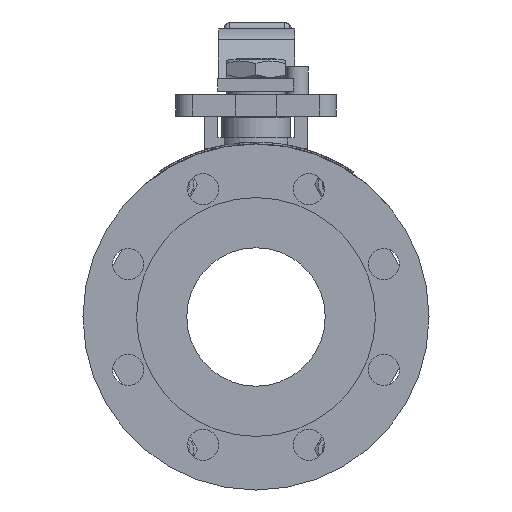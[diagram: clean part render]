
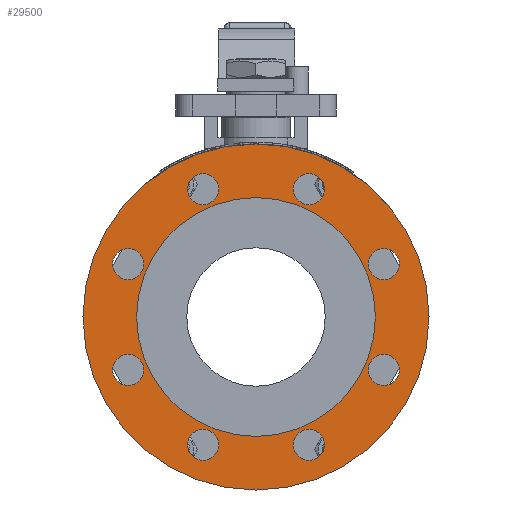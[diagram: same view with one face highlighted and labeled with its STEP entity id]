
A CAD part, front view. The second image highlights one B-rep face of the part: STEP entity #29500.
In plain terms, the highlighted planar face has unit normal (0, -1, 0).
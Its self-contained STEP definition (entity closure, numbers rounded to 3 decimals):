
#918=FACE_BOUND('',#5748,.T.);
#919=FACE_BOUND('',#5749,.T.);
#920=FACE_BOUND('',#5750,.T.);
#921=FACE_BOUND('',#5751,.T.);
#922=FACE_BOUND('',#5752,.T.);
#923=FACE_BOUND('',#5753,.T.);
#924=FACE_BOUND('',#5754,.T.);
#925=FACE_BOUND('',#5755,.T.);
#926=FACE_BOUND('',#5756,.T.);
#2940=PLANE('',#31235);
#3971=FACE_OUTER_BOUND('',#5747,.T.);
#5747=EDGE_LOOP('',(#21964));
#5748=EDGE_LOOP('',(#21965));
#5749=EDGE_LOOP('',(#21966));
#5750=EDGE_LOOP('',(#21967));
#5751=EDGE_LOOP('',(#21968));
#5752=EDGE_LOOP('',(#21969));
#5753=EDGE_LOOP('',(#21970));
#5754=EDGE_LOOP('',(#21971));
#5755=EDGE_LOOP('',(#21972));
#5756=EDGE_LOOP('',(#21973));
#7191=CIRCLE('',#31236,100.);
#7192=CIRCLE('',#31237,9.);
#7193=CIRCLE('',#31238,9.);
#7194=CIRCLE('',#31239,9.);
#7195=CIRCLE('',#31240,9.);
#7196=CIRCLE('',#31241,9.);
#7197=CIRCLE('',#31242,9.);
#7198=CIRCLE('',#31243,9.);
#7199=CIRCLE('',#31244,9.);
#7200=CIRCLE('',#31245,69.);
#12725=VERTEX_POINT('',#48851);
#12726=VERTEX_POINT('',#48853);
#12727=VERTEX_POINT('',#48855);
#12728=VERTEX_POINT('',#48857);
#12729=VERTEX_POINT('',#48859);
#12730=VERTEX_POINT('',#48861);
#12731=VERTEX_POINT('',#48863);
#12732=VERTEX_POINT('',#48865);
#12733=VERTEX_POINT('',#48867);
#12734=VERTEX_POINT('',#48869);
#16104=EDGE_CURVE('',#12725,#12725,#7191,.T.);
#16105=EDGE_CURVE('',#12726,#12726,#7192,.T.);
#16106=EDGE_CURVE('',#12727,#12727,#7193,.T.);
#16107=EDGE_CURVE('',#12728,#12728,#7194,.T.);
#16108=EDGE_CURVE('',#12729,#12729,#7195,.T.);
#16109=EDGE_CURVE('',#12730,#12730,#7196,.T.);
#16110=EDGE_CURVE('',#12731,#12731,#7197,.T.);
#16111=EDGE_CURVE('',#12732,#12732,#7198,.T.);
#16112=EDGE_CURVE('',#12733,#12733,#7199,.T.);
#16113=EDGE_CURVE('',#12734,#12734,#7200,.T.);
#21964=ORIENTED_EDGE('',*,*,#16104,.T.);
#21965=ORIENTED_EDGE('',*,*,#16105,.T.);
#21966=ORIENTED_EDGE('',*,*,#16106,.T.);
#21967=ORIENTED_EDGE('',*,*,#16107,.T.);
#21968=ORIENTED_EDGE('',*,*,#16108,.T.);
#21969=ORIENTED_EDGE('',*,*,#16109,.T.);
#21970=ORIENTED_EDGE('',*,*,#16110,.T.);
#21971=ORIENTED_EDGE('',*,*,#16111,.T.);
#21972=ORIENTED_EDGE('',*,*,#16112,.T.);
#21973=ORIENTED_EDGE('',*,*,#16113,.T.);
#29500=ADVANCED_FACE('',(#3971,#918,#919,#920,#921,#922,#923,#924,#925,
#926),#2940,.T.);
#31235=AXIS2_PLACEMENT_3D('',#48850,#34252,#34253);
#31236=AXIS2_PLACEMENT_3D('',#48852,#34254,#34255);
#31237=AXIS2_PLACEMENT_3D('',#48854,#34256,#34257);
#31238=AXIS2_PLACEMENT_3D('',#48856,#34258,#34259);
#31239=AXIS2_PLACEMENT_3D('',#48858,#34260,#34261);
#31240=AXIS2_PLACEMENT_3D('',#48860,#34262,#34263);
#31241=AXIS2_PLACEMENT_3D('',#48862,#34264,#34265);
#31242=AXIS2_PLACEMENT_3D('',#48864,#34266,#34267);
#31243=AXIS2_PLACEMENT_3D('',#48866,#34268,#34269);
#31244=AXIS2_PLACEMENT_3D('',#48868,#34270,#34271);
#31245=AXIS2_PLACEMENT_3D('',#48870,#34272,#34273);
#34252=DIRECTION('center_axis',(0.,-1.,0.));
#34253=DIRECTION('ref_axis',(0.,0.,1.));
#34254=DIRECTION('center_axis',(0.,-1.,0.));
#34255=DIRECTION('ref_axis',(-1.,0.,0.));
#34256=DIRECTION('center_axis',(0.,1.,0.));
#34257=DIRECTION('ref_axis',(1.,0.,0.));
#34258=DIRECTION('center_axis',(0.,1.,0.));
#34259=DIRECTION('ref_axis',(1.,0.,0.));
#34260=DIRECTION('center_axis',(0.,1.,0.));
#34261=DIRECTION('ref_axis',(1.,0.,0.));
#34262=DIRECTION('center_axis',(0.,1.,0.));
#34263=DIRECTION('ref_axis',(1.,0.,0.));
#34264=DIRECTION('center_axis',(0.,1.,0.));
#34265=DIRECTION('ref_axis',(1.,0.,0.));
#34266=DIRECTION('center_axis',(0.,1.,0.));
#34267=DIRECTION('ref_axis',(1.,0.,0.));
#34268=DIRECTION('center_axis',(0.,1.,0.));
#34269=DIRECTION('ref_axis',(1.,0.,0.));
#34270=DIRECTION('center_axis',(0.,1.,0.));
#34271=DIRECTION('ref_axis',(1.,0.,0.));
#34272=DIRECTION('center_axis',(0.,1.,0.));
#34273=DIRECTION('ref_axis',(1.,0.,0.));
#48850=CARTESIAN_POINT('Origin',(0.,-64.,0.));
#48851=CARTESIAN_POINT('',(100.,-64.,0.));
#48852=CARTESIAN_POINT('Origin',(0.,-64.,0.));
#48853=CARTESIAN_POINT('',(-39.615,-64.,73.91));
#48854=CARTESIAN_POINT('Origin',(-30.615,-64.,73.91));
#48855=CARTESIAN_POINT('',(64.91,-64.,30.615));
#48856=CARTESIAN_POINT('Origin',(73.91,-64.,30.615));
#48857=CARTESIAN_POINT('',(21.615,-64.,-73.91));
#48858=CARTESIAN_POINT('Origin',(30.615,-64.,-73.91));
#48859=CARTESIAN_POINT('',(-82.91,-64.,-30.615));
#48860=CARTESIAN_POINT('Origin',(-73.91,-64.,-30.615));
#48861=CARTESIAN_POINT('',(-39.615,-64.,-73.91));
#48862=CARTESIAN_POINT('Origin',(-30.615,-64.,-73.91));
#48863=CARTESIAN_POINT('',(64.91,-64.,-30.615));
#48864=CARTESIAN_POINT('Origin',(73.91,-64.,-30.615));
#48865=CARTESIAN_POINT('',(21.615,-64.,73.91));
#48866=CARTESIAN_POINT('Origin',(30.615,-64.,73.91));
#48867=CARTESIAN_POINT('',(-82.91,-64.,30.615));
#48868=CARTESIAN_POINT('Origin',(-73.91,-64.,30.615));
#48869=CARTESIAN_POINT('',(-69.,-64.,0.));
#48870=CARTESIAN_POINT('Origin',(0.,-64.,0.));
